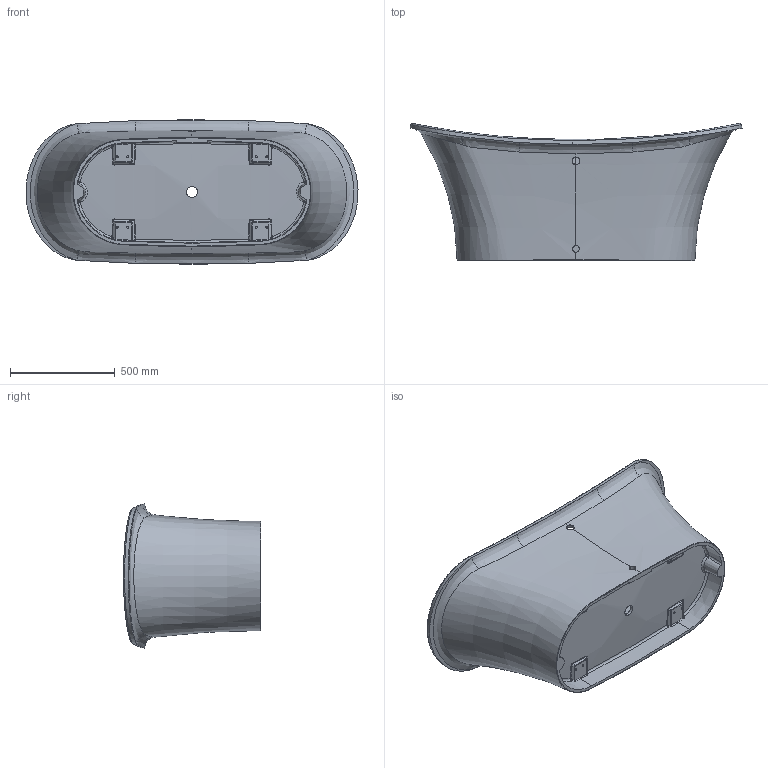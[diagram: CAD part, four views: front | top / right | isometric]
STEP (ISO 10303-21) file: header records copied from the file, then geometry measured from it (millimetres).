
FILE_DESCRIPTION (( 'STEP AP203' ), '1' );
FILE_NAME ('6229811610.STEP', '2020-12-15T13:12:34', ( '' ), ( '' ), 'SwSTEP 2.0', 'SolidWorks 2019', '' );
FILE_SCHEMA (( 'CONFIG_CONTROL_DESIGN' ));
Length unit declared in the file: millimetre
Products named in the file (1): 6229811610
Bounding box: 1584.07 x 654.13 x 688.74 mm (x, y, z)
Volume: 41928011.3 mm3; surface area: 5064583.2 mm2
Topology: 1 solids, 1 shells, 207 faces, 510 edges, 310 vertices
Faces by surface type: bspline 109, cylinder 52, plane 28, cone 8, sphere 6, torus 4
Entity records: 28624 total; most frequent: CARTESIAN_POINT 24519, ORIENTED_EDGE 1020, DIRECTION 603, EDGE_CURVE 510, VERTEX_POINT 310, AXIS2_PLACEMENT_3D 263, B_SPLINE_CURVE_WITH_KNOTS 247, EDGE_LOOP 218
